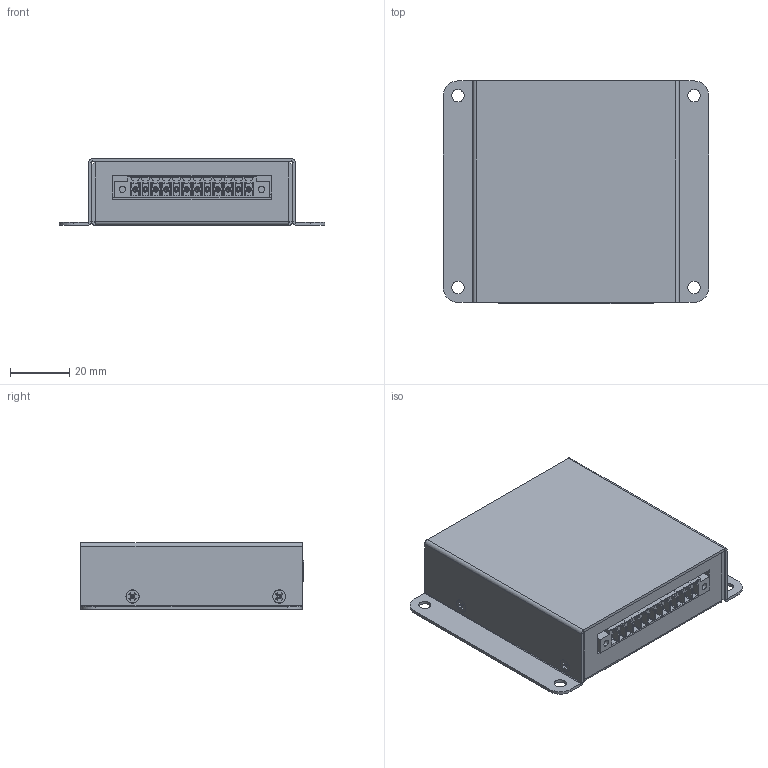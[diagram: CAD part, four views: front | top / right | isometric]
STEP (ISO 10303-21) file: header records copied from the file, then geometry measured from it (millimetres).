
FILE_DESCRIPTION(('FreeCAD Model'),'2;1');
FILE_NAME( 'Boxi.step', '2020-04-02T09:00:12',('Author'),(''), 'Open CASCADE STEP processor 7.3','FreeCAD','Unknown');
FILE_SCHEMA(('AUTOMOTIVE_DESIGN { 1 0 10303 214 1 1 1 1 }'));
Length unit declared in the file: millimetre
Products named in the file (18): BoxiFake; M2.5x3-Screw007; JoyuBox001; JoyuBox; Pcb; PCB_Sketch; Assem1; 6913251100xx_INSERT001; 6913251100xx_INSERT; 6913251100xx_PIN001; 6913251100xx_PIN; 691325110012; 54601-908WPLF; 54601-908WPLF001; 87180-044LFC; 87180-044LFC001; TopEnclosure001; BottomEnclosure001
Assembly tree (36 placements, depth 5):
  BoxiFake
    M2.5x3-Screw007  x8
    JoyuBox001
      JoyuBox
        Pcb
        PCB_Sketch
      Assem1
        6913251100xx_INSERT001
          6913251100xx_INSERT  x2
        6913251100xx_PIN001
          6913251100xx_PIN  x12
        691325110012
      54601-908WPLF
      54601-908WPLF001
      87180-044LFC
      87180-044LFC001
    TopEnclosure001
    BottomEnclosure001
Bounding box: 90 x 75.7 x 22.51 mm (x, y, z)
Volume: 33909.2 mm3; surface area: 61045.6 mm2
Topology: 30 solids, 30 shells, 1754 faces, 4655 edges, 3003 vertices
Faces by surface type: plane 1301, cylinder 309, cone 88, torus 48, revolution 8
Full cylindrical faces by diameter (mm): 0.9 x24, 1.219 x12, 1.8 x12, 2.121 x4, 2.4 x4, 2.5 x16, 2.6 x8, 3.25 x8, 3.7 x4, 4.2 x4, 4.5 x8
Entity records: 49070 total; most frequent: CARTESIAN_POINT 9830, ORIENTED_EDGE 7412, DIRECTION 6877, EDGE_CURVE 3706, LINE 2872, VECTOR 2872, VERTEX_POINT 2407, AXIS2_PLACEMENT_3D 2002
